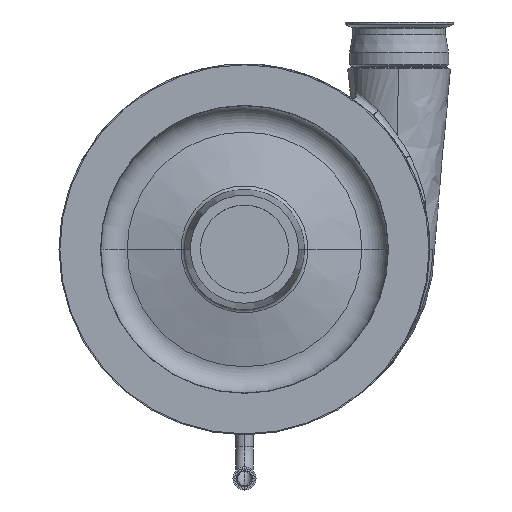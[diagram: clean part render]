
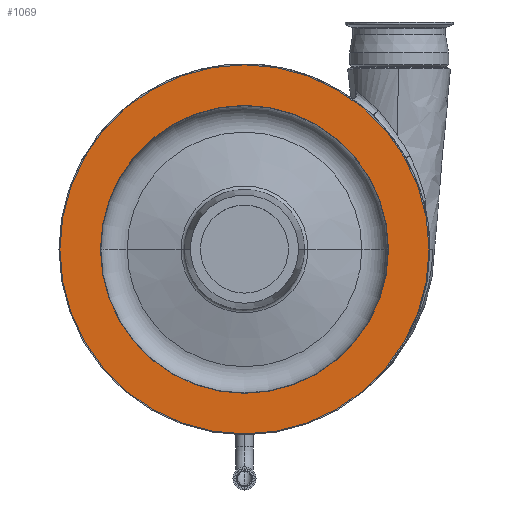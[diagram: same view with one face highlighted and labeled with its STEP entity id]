
A CAD part, top view. The second image highlights one B-rep face of the part: STEP entity #1069.
In plain terms, the highlighted planar face has unit normal (0, 0, 1).
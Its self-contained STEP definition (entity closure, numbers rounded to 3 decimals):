
#285 = CARTESIAN_POINT ( 'NONE',  ( 0., 0., 271. ) ) ;
#620 = DIRECTION ( 'NONE',  ( 0., 0., -1. ) ) ;
#1039 = DIRECTION ( 'NONE',  ( 0., 0., -1. ) ) ;
#1069 = ADVANCED_FACE ( 'NONE', ( #1281, #12313 ), #6109, .T. ) ;
#1281 = FACE_BOUND ( 'NONE', #6251, .T. ) ;
#1282 = VERTEX_POINT ( 'NONE', #9679 ) ;
#1387 = AXIS2_PLACEMENT_3D ( 'NONE', #10612, #620, #2670 ) ;
#1418 = EDGE_CURVE ( 'NONE', #1282, #12215, #12888, .T. ) ;
#1985 = AXIS2_PLACEMENT_3D ( 'NONE', #7769, #10785, #8112 ) ;
#2058 = ORIENTED_EDGE ( 'NONE', *, *, #9534, .F. ) ;
#2109 = ORIENTED_EDGE ( 'NONE', *, *, #1418, .T. ) ;
#2185 = CIRCLE ( 'NONE', #1985, 158.354 ) ;
#2319 = DIRECTION ( 'NONE',  ( -1., 0., 0. ) ) ;
#2429 = CIRCLE ( 'NONE', #1387, 203. ) ;
#2670 = DIRECTION ( 'NONE',  ( -1., 0., 0. ) ) ;
#2769 = ORIENTED_EDGE ( 'NONE', *, *, #12533, .F. ) ;
#3431 = VERTEX_POINT ( 'NONE', #12175 ) ;
#4099 = AXIS2_PLACEMENT_3D ( 'NONE', #285, #4335, #2319 ) ;
#4335 = DIRECTION ( 'NONE',  ( 0., 0., -1. ) ) ;
#5073 = DIRECTION ( 'NONE',  ( -1., 0., 0. ) ) ;
#6031 = EDGE_LOOP ( 'NONE', ( #2058, #2769 ) ) ;
#6109 = PLANE ( 'NONE',  #8859 ) ;
#6120 = AXIS2_PLACEMENT_3D ( 'NONE', #10078, #1039, #5073 ) ;
#6250 = DIRECTION ( 'NONE',  ( 0., 0., 1. ) ) ;
#6251 = EDGE_LOOP ( 'NONE', ( #9629, #2109 ) ) ;
#6470 = VERTEX_POINT ( 'NONE', #7737 ) ;
#7556 = EDGE_CURVE ( 'NONE', #12215, #1282, #2185, .T. ) ;
#7737 = CARTESIAN_POINT ( 'NONE',  ( 203., 0., 271. ) ) ;
#7769 = CARTESIAN_POINT ( 'NONE',  ( 0., 0., 271. ) ) ;
#7973 = CARTESIAN_POINT ( 'NONE',  ( -158.354, 0., 271. ) ) ;
#8045 = CARTESIAN_POINT ( 'NONE',  ( 0., 158.354, 271. ) ) ;
#8112 = DIRECTION ( 'NONE',  ( -1., 0., 0. ) ) ;
#8859 = AXIS2_PLACEMENT_3D ( 'NONE', #8045, #6250, #9273 ) ;
#9273 = DIRECTION ( 'NONE',  ( 1., 0., 0. ) ) ;
#9534 = EDGE_CURVE ( 'NONE', #3431, #6470, #2429, .T. ) ;
#9629 = ORIENTED_EDGE ( 'NONE', *, *, #7556, .T. ) ;
#9679 = CARTESIAN_POINT ( 'NONE',  ( 158.354, 0., 271. ) ) ;
#9757 = CIRCLE ( 'NONE', #4099, 203. ) ;
#10078 = CARTESIAN_POINT ( 'NONE',  ( 0., 0., 271. ) ) ;
#10612 = CARTESIAN_POINT ( 'NONE',  ( 0., 0., 271. ) ) ;
#10785 = DIRECTION ( 'NONE',  ( 0., 0., -1. ) ) ;
#12175 = CARTESIAN_POINT ( 'NONE',  ( -203., 0., 271. ) ) ;
#12215 = VERTEX_POINT ( 'NONE', #7973 ) ;
#12313 = FACE_OUTER_BOUND ( 'NONE', #6031, .T. ) ;
#12533 = EDGE_CURVE ( 'NONE', #6470, #3431, #9757, .T. ) ;
#12888 = CIRCLE ( 'NONE', #6120, 158.354 ) ;
